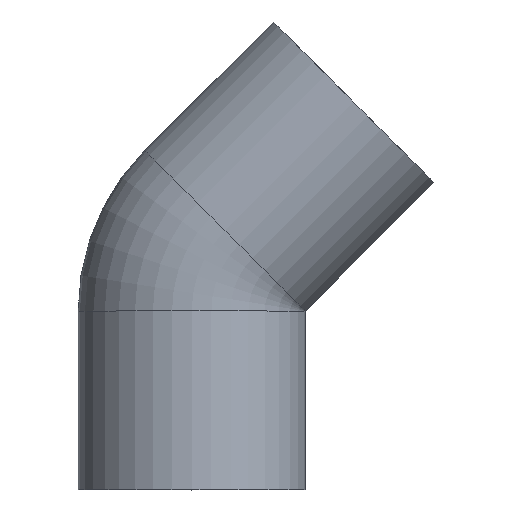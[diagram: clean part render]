
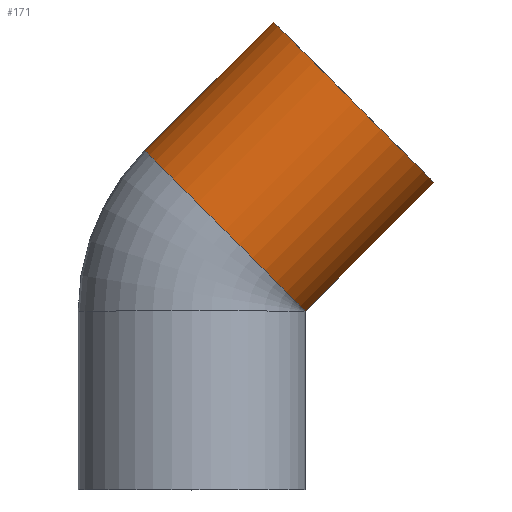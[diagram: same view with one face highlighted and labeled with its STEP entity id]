
A CAD part, top view. The second image highlights one B-rep face of the part: STEP entity #171.
In plain terms, the highlighted cylindrical face has radius 80 mm (diameter 160 mm), a partial arc.
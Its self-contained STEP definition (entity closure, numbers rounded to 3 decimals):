
#4 = DIRECTION ( 'NONE',  ( 0.707, 0.707, 0. ) ) ;
#7 = CARTESIAN_POINT ( 'NONE',  ( 80., 125.863, 0. ) ) ;
#18 = ORIENTED_EDGE ( 'NONE', *, *, #95, .T. ) ;
#22 = VERTEX_POINT ( 'NONE', #145 ) ;
#26 = ORIENTED_EDGE ( 'NONE', *, *, #211, .T. ) ;
#29 = ORIENTED_EDGE ( 'NONE', *, *, #323, .F. ) ;
#33 = ORIENTED_EDGE ( 'NONE', *, *, #357, .F. ) ;
#39 = DIRECTION ( 'NONE',  ( 0., 0., 1. ) ) ;
#42 = DIRECTION ( 'NONE',  ( 0.707, 0.707, 0. ) ) ;
#43 = FACE_OUTER_BOUND ( 'NONE', #242, .T. ) ;
#46 = VERTEX_POINT ( 'NONE', #131 ) ;
#57 = CARTESIAN_POINT ( 'NONE',  ( 23.431, 182.431, 0. ) ) ;
#95 = EDGE_CURVE ( 'NONE', #279, #121, #340, .T. ) ;
#121 = VERTEX_POINT ( 'NONE', #7 ) ;
#128 = VECTOR ( 'NONE', #4, 1000. ) ;
#131 = CARTESIAN_POINT ( 'NONE',  ( 57.431, 329.569, 0. ) ) ;
#145 = CARTESIAN_POINT ( 'NONE',  ( 170.569, 216.431, 0. ) ) ;
#147 = LINE ( 'NONE', #296, #283 ) ;
#160 = DIRECTION ( 'NONE',  ( 0., 0., 1. ) ) ;
#165 = AXIS2_PLACEMENT_3D ( 'NONE', #330, #409, #160 ) ;
#166 = CIRCLE ( 'NONE', #165, 80. ) ;
#171 = ADVANCED_FACE ( 'NONE', ( #43 ), #181, .T. ) ;
#181 = CYLINDRICAL_SURFACE ( 'NONE', #287, 80. ) ;
#211 = EDGE_CURVE ( 'NONE', #121, #22, #147, .T. ) ;
#242 = EDGE_LOOP ( 'NONE', ( #18, #26, #29, #33 ) ) ;
#252 = LINE ( 'NONE', #354, #128 ) ;
#272 = DIRECTION ( 'NONE',  ( 0.707, 0.707, 0. ) ) ;
#279 = VERTEX_POINT ( 'NONE', #281 ) ;
#281 = CARTESIAN_POINT ( 'NONE',  ( -33.137, 239., 0. ) ) ;
#283 = VECTOR ( 'NONE', #386, 1000. ) ;
#287 = AXIS2_PLACEMENT_3D ( 'NONE', #319, #272, #367 ) ;
#296 = CARTESIAN_POINT ( 'NONE',  ( 80., 125.863, 0. ) ) ;
#319 = CARTESIAN_POINT ( 'NONE',  ( 23.431, 182.431, 0. ) ) ;
#323 = EDGE_CURVE ( 'NONE', #46, #22, #166, .T. ) ;
#330 = CARTESIAN_POINT ( 'NONE',  ( 114., 273., 0. ) ) ;
#338 = AXIS2_PLACEMENT_3D ( 'NONE', #57, #42, #39 ) ;
#340 = CIRCLE ( 'NONE', #338, 80. ) ;
#354 = CARTESIAN_POINT ( 'NONE',  ( -33.137, 239., 0. ) ) ;
#357 = EDGE_CURVE ( 'NONE', #279, #46, #252, .T. ) ;
#367 = DIRECTION ( 'NONE',  ( -0.707, 0.707, 0. ) ) ;
#386 = DIRECTION ( 'NONE',  ( 0.707, 0.707, 0. ) ) ;
#409 = DIRECTION ( 'NONE',  ( 0.707, 0.707, 0. ) ) ;
